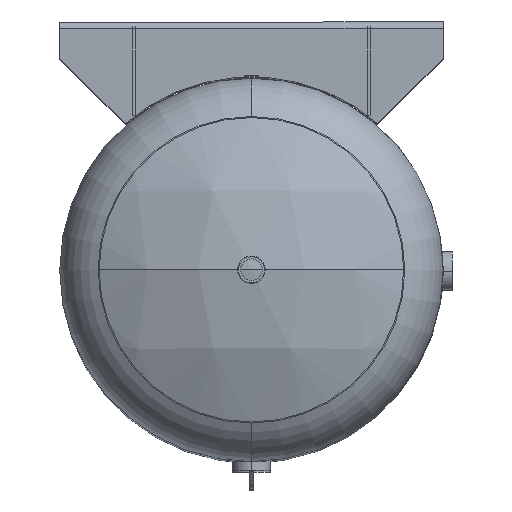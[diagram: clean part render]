
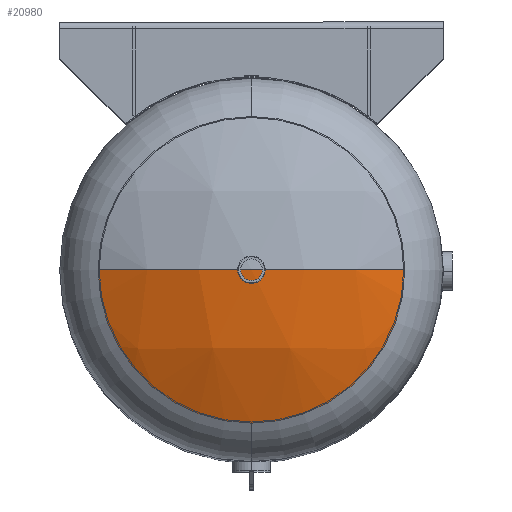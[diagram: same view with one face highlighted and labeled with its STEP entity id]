
A CAD part, top view. The second image highlights one B-rep face of the part: STEP entity #20980.
In plain terms, the highlighted spherical face has radius 960.12 mm.
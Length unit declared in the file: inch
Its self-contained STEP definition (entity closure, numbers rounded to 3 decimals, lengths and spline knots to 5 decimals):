
#121 = VERTEX_POINT ( 'NONE', #9985 ) ;
#1001 = VERTEX_POINT ( 'NONE', #2767 ) ;
#1104 = CARTESIAN_POINT ( 'NONE',  ( 0., -25.27404, 0. ) ) ;
#2116 = AXIS2_PLACEMENT_3D ( 'NONE', #3333, #16404, #21449 ) ;
#2767 = CARTESIAN_POINT ( 'NONE',  ( -16.8, 8.58744, 0. ) ) ;
#3333 = CARTESIAN_POINT ( 'NONE',  ( 0., -25.27404, 0. ) ) ;
#4167 = DIRECTION ( 'NONE',  ( 1., 0., 0. ) ) ;
#4748 = AXIS2_PLACEMENT_3D ( 'NONE', #11991, #16949, #4167 ) ;
#4884 = VERTEX_POINT ( 'NONE', #21350 ) ;
#5128 = EDGE_CURVE ( 'NONE', #121, #1001, #7561, .T. ) ;
#5491 = AXIS2_PLACEMENT_3D ( 'NONE', #1104, #7789, #20285 ) ;
#6719 = EDGE_CURVE ( 'NONE', #121, #4884, #19525, .T. ) ;
#7411 = DIRECTION ( 'NONE',  ( 0., -1., 0. ) ) ;
#7561 = CIRCLE ( 'NONE', #4748, 37.8 ) ;
#7789 = DIRECTION ( 'NONE',  ( 0., 0., -1. ) ) ;
#9563 = EDGE_CURVE ( 'NONE', #1001, #16238, #16399, .T. ) ;
#9985 = CARTESIAN_POINT ( 'NONE',  ( 0., 12.52596, 0. ) ) ;
#11250 = FACE_OUTER_BOUND ( 'NONE', #12520, .T. ) ;
#11806 = DIRECTION ( 'NONE',  ( 0., -1., 0. ) ) ;
#11991 = CARTESIAN_POINT ( 'NONE',  ( 0., -25.27404, 0. ) ) ;
#12241 = CARTESIAN_POINT ( 'NONE',  ( 0., 8.58744, 0. ) ) ;
#12520 = EDGE_LOOP ( 'NONE', ( #16071, #13795, #18891, #18020 ) ) ;
#13104 = CARTESIAN_POINT ( 'NONE',  ( 0., 8.58744, 0. ) ) ;
#13561 = DIRECTION ( 'NONE',  ( 0., 0., -1. ) ) ;
#13795 = ORIENTED_EDGE ( 'NONE', *, *, #6719, .T. ) ;
#13993 = AXIS2_PLACEMENT_3D ( 'NONE', #13104, #11806, #13561 ) ;
#16071 = ORIENTED_EDGE ( 'NONE', *, *, #5128, .F. ) ;
#16238 = VERTEX_POINT ( 'NONE', #19742 ) ;
#16399 = CIRCLE ( 'NONE', #16778, 16.8 ) ;
#16404 = DIRECTION ( 'NONE',  ( 0., 0., 1. ) ) ;
#16778 = AXIS2_PLACEMENT_3D ( 'NONE', #12241, #7411, #20809 ) ;
#16949 = DIRECTION ( 'NONE',  ( 0., 0., 1. ) ) ;
#18020 = ORIENTED_EDGE ( 'NONE', *, *, #9563, .F. ) ;
#18891 = ORIENTED_EDGE ( 'NONE', *, *, #20089, .F. ) ;
#19270 = CIRCLE ( 'NONE', #13993, 16.8 ) ;
#19525 = CIRCLE ( 'NONE', #5491, 37.8 ) ;
#19742 = CARTESIAN_POINT ( 'NONE',  ( 0., 8.58744, -16.8 ) ) ;
#20046 = SPHERICAL_SURFACE ( 'NONE', #2116, 37.8 ) ;
#20089 = EDGE_CURVE ( 'NONE', #16238, #4884, #19270, .T. ) ;
#20285 = DIRECTION ( 'NONE',  ( 0., 1., 0. ) ) ;
#20809 = DIRECTION ( 'NONE',  ( 0., 0., -1. ) ) ;
#20980 = ADVANCED_FACE ( 'NONE', ( #11250 ), #20046, .T. ) ;
#21350 = CARTESIAN_POINT ( 'NONE',  ( 16.8, 8.58744, 0. ) ) ;
#21449 = DIRECTION ( 'NONE',  ( 1., 0., 0. ) ) ;
